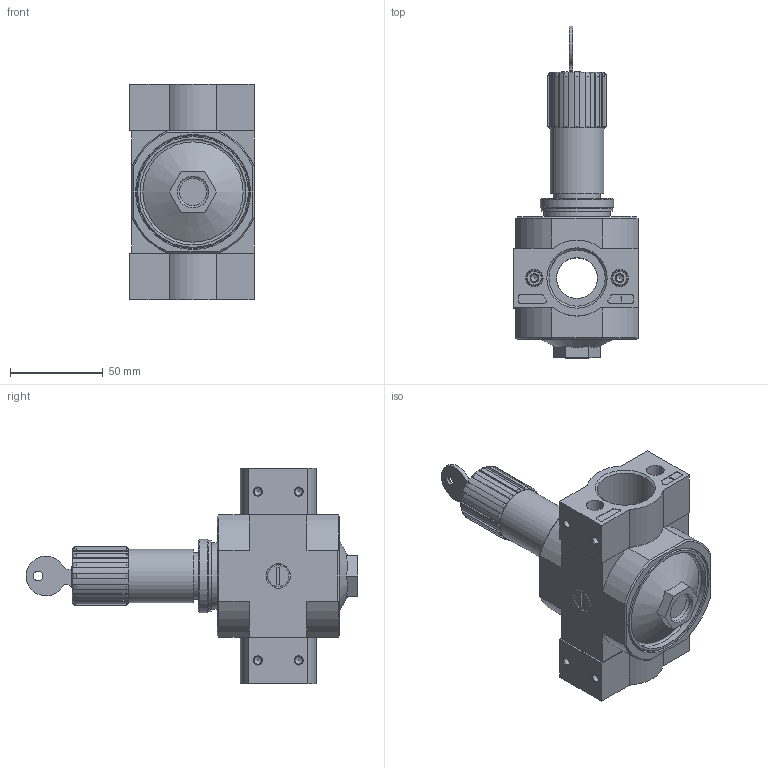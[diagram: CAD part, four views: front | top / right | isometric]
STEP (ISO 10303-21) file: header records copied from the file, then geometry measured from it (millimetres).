
FILE_DESCRIPTION(/* description */ ('STEP AP214'),/* implementation_level */ '2;1');
FILE_NAME(/* name */ '194669_LRS-1-D-7-O-MAXI',/* time_stamp */ '2024-09-05T00:45:31+02:00',/* author */ ('License CC BY-ND 4.0'),/* organization */ ('CADENAS'),/* preprocessor_version */ 'ST-DEVELOPER v19.3',/* originating_system */ 'PARTsolutions',/* authorisation */ ' ');
FILE_SCHEMA (('AUTOMOTIVE_DESIGN {1 0 10303 214 3 1 1}'));
Length unit declared in the file: millimetre
Products named in the file (7): 194669 LRS-1-D-7-O-MAXI; 646262 LRS-D-7-MAXI; 380315 PBL-1-D-MAXI-R---(0) p1; DIN-912 - M5x20(F); 380313 PBL-1-D-MAXI-L---(1) p1; 398011 LRVS-D-MINI; 373846 LR-MIDI
Assembly tree (10 placements, depth 2):
  194669 LRS-1-D-7-O-MAXI
    646262 LRS-D-7-MAXI
    380315 PBL-1-D-MAXI-R---(0) p1
    DIN-912 - M5x20(F)  x4
    380313 PBL-1-D-MAXI-L---(1) p1
    398011 LRVS-D-MINI
    373846 LR-MIDI  x2
Bounding box: 67.1 x 179 x 116 mm (x, y, z)
Volume: 375096.3 mm3; surface area: 73841 mm2
Topology: 10 solids, 10 shells, 462 faces, 1079 edges, 675 vertices
Faces by surface type: plane 216, cylinder 120, cone 99, torus 27
Full cylindrical faces by diameter (mm): 4.134 x8, 5 x4, 5.1 x1, 5.8 x1, 6.3 x2, 8.5 x4, 9.6 x2, 11.2 x2, 11.445 x2, 13.157 x2, 17 x1, 18.7 x1, 22 x3, 24.9 x1, 26 x1, 29 x1, 30 x2, 30.291 x2, 34.16 x1, 34.376 x1, 36 x1, 38.5 x1, 39.8 x1, 57 x1
Entity records: 11950 total; most frequent: CARTESIAN_POINT 2080, DIRECTION 1763, ORIENTED_EDGE 1556, EDGE_CURVE 778, AXIS2_PLACEMENT_3D 705, VERTEX_POINT 566, FACE_BOUND 524, EDGE_LOOP 515
